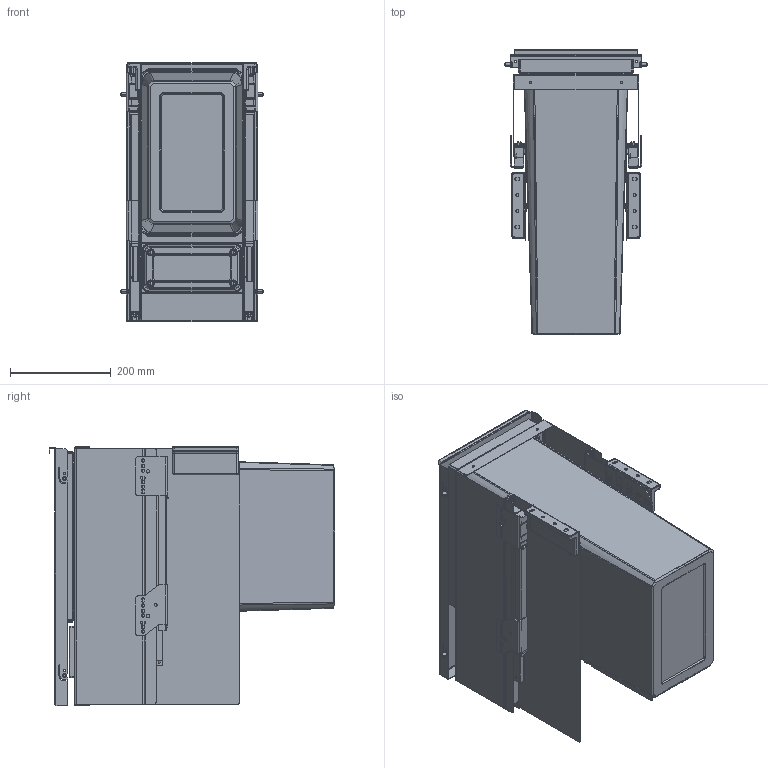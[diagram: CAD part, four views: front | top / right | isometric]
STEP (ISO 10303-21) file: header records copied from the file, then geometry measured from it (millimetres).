
FILE_DESCRIPTION(('STEP AP214'),'1');
FILE_NAME('8012386_V Cox Clan 580_300-2.STP','2024-08-14T07:29:33',(' '),(' '),'Spatial InterOp 3D',' ',' ');
FILE_SCHEMA(('AUTOMOTIVE_DESIGN { 1 0 10303 214 1 1 1 1 }'));
Length unit declared in the file: millimetre
Products named in the file (1): 3D-Objekt
Bounding box: 284 x 567 x 516 mm (x, y, z)
Volume: 3199899.5 mm3; surface area: 2874259.6 mm2
Topology: 30 solids, 32 shells, 3438 faces, 8993 edges, 5707 vertices
Faces by surface type: plane 2102, cylinder 918, bspline 132, torus 124, cone 98, sphere 64
Entity records: 139609 total; most frequent: CARTESIAN_POINT 26118, ORIENTED_EDGE 17970, DIRECTION 17199, EDGE_CURVE 8985, LINE 6251, VECTOR 6251, VERTEX_POINT 5707, AXIS2_PLACEMENT_3D 5474
